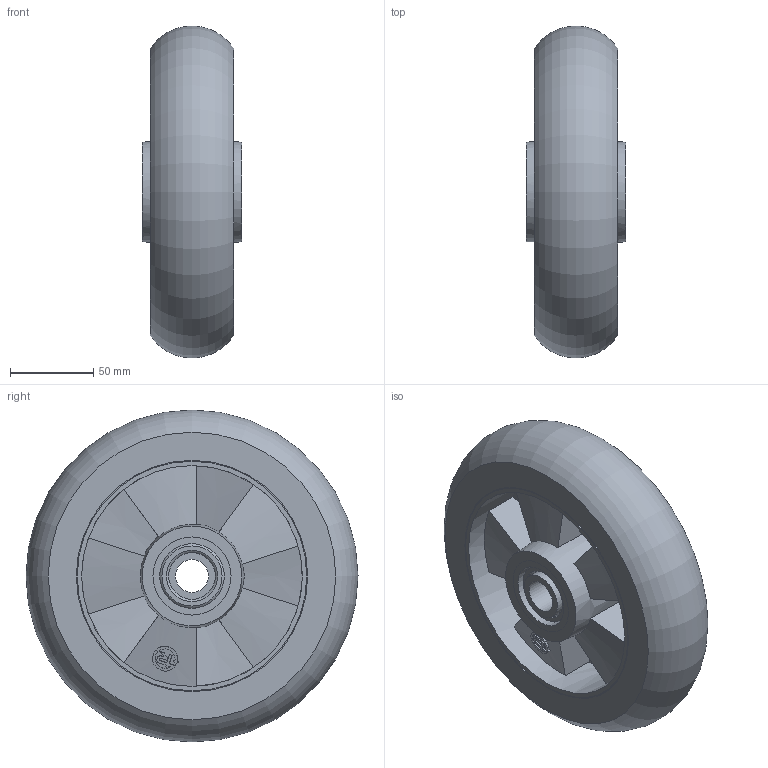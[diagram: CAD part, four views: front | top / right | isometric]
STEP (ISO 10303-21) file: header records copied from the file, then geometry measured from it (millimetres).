
FILE_DESCRIPTION( ( 'STEP AP214' ), ' ' );
FILE_NAME( '622146.stp', '2018-04-04T07:37:02', ( '' ), ( '' ), ' ', 'PARTsolutions', ' ' );
FILE_SCHEMA( ( 'AUTOMOTIVE_DESIGN { 1 0 10303 214 1 1 1 1 }' ) );
Length unit declared in the file: millimetre
Products named in the file (4): 622146; _624146; _Serie 62 ER HUB -622146- 20; _Serie 62 ER SHAFT - 622146- 20
Assembly tree (4 placements, depth 2):
  622146
    _624146
    _Serie 62 ER HUB -622146- 20  x2
    _Serie 62 ER SHAFT - 622146- 20
Bounding box: 60 x 200 x 200 mm (x, y, z)
Volume: 931876.4 mm3; surface area: 159218.9 mm2
Topology: 4 solids, 4 shells, 132 faces, 302 edges, 195 vertices
Faces by surface type: plane 65, cylinder 35, cone 20, torus 9, bspline 3
Full cylindrical faces by diameter (mm): 20 x2, 21 x1, 25 x1, 28.08 x4, 30.79 x4, 36.21 x4, 38.92 x4, 44 x1, 47 x4, 133 x2, 138.3 x2, 139.3 x2
Entity records: 4428 total; most frequent: CARTESIAN_POINT 1017, DIRECTION 498, ORIENTED_EDGE 472, EDGE_CURVE 236, AXIS2_PLACEMENT_3D 202, VERTEX_POINT 173, EDGE_LOOP 158, FACE_OUTER_BOUND 139
